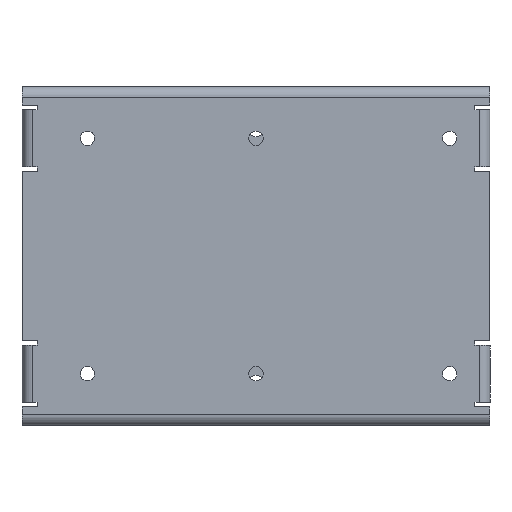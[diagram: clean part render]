
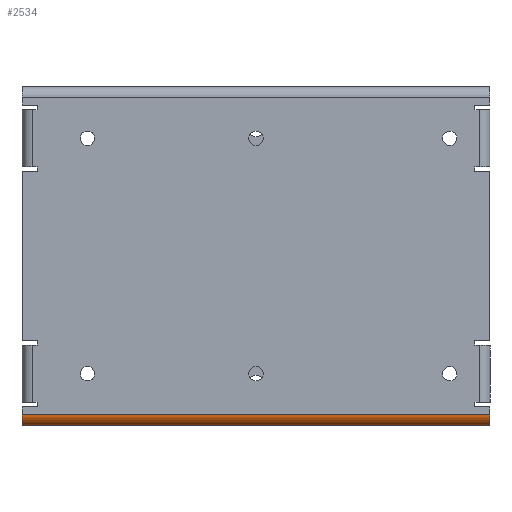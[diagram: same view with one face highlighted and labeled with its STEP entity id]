
A CAD part, front view. The second image highlights one B-rep face of the part: STEP entity #2534.
In plain terms, the highlighted cylindrical face has radius 3.737 mm (diameter 7.473 mm), a partial arc.
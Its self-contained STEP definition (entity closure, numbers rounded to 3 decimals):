
#37 = DIRECTION ( 'NONE',  ( -1., 0., 0. ) ) ;
#287 = CARTESIAN_POINT ( 'NONE',  ( 163., 0., -111.263 ) ) ;
#370 = EDGE_CURVE ( 'NONE', #5214, #3322, #5801, .T. ) ;
#390 = DIRECTION ( 'NONE',  ( 0., 0., 1. ) ) ;
#529 = CARTESIAN_POINT ( 'NONE',  ( 163., 3.737, -115. ) ) ;
#680 = DIRECTION ( 'NONE',  ( 1., 0., 0. ) ) ;
#1011 = ORIENTED_EDGE ( 'NONE', *, *, #2978, .T. ) ;
#1136 = DIRECTION ( 'NONE',  ( -1., 0., 0. ) ) ;
#1591 = EDGE_CURVE ( 'NONE', #3224, #5673, #2964, .T. ) ;
#1700 = VECTOR ( 'NONE', #3602, 1000. ) ;
#1736 = DIRECTION ( 'NONE',  ( 0., 0., 1. ) ) ;
#1889 = AXIS2_PLACEMENT_3D ( 'NONE', #2537, #1955, #390 ) ;
#1955 = DIRECTION ( 'NONE',  ( -1., 0., 0. ) ) ;
#2031 = AXIS2_PLACEMENT_3D ( 'NONE', #5692, #1136, #5588 ) ;
#2509 = ORIENTED_EDGE ( 'NONE', *, *, #5726, .T. ) ;
#2534 = ADVANCED_FACE ( 'NONE', ( #5062 ), #4085, .T. ) ;
#2537 = CARTESIAN_POINT ( 'NONE',  ( 163., 3.737, -111.263 ) ) ;
#2590 = CARTESIAN_POINT ( 'NONE',  ( 163., 3.737, -115. ) ) ;
#2654 = CARTESIAN_POINT ( 'NONE',  ( 0., 3.737, -111.263 ) ) ;
#2964 = LINE ( 'NONE', #3092, #1700 ) ;
#2978 = EDGE_CURVE ( 'NONE', #5214, #3224, #5389, .T. ) ;
#3092 = CARTESIAN_POINT ( 'NONE',  ( 163., 0., -111.263 ) ) ;
#3140 = AXIS2_PLACEMENT_3D ( 'NONE', #2654, #680, #1736 ) ;
#3224 = VERTEX_POINT ( 'NONE', #287 ) ;
#3322 = VERTEX_POINT ( 'NONE', #5675 ) ;
#3490 = ORIENTED_EDGE ( 'NONE', *, *, #1591, .T. ) ;
#3602 = DIRECTION ( 'NONE',  ( -1., 0., 0. ) ) ;
#3736 = EDGE_LOOP ( 'NONE', ( #3490, #2509, #6719, #1011 ) ) ;
#4085 = CYLINDRICAL_SURFACE ( 'NONE', #2031, 3.737 ) ;
#4800 = CARTESIAN_POINT ( 'NONE',  ( 0., 0., -111.263 ) ) ;
#5062 = FACE_OUTER_BOUND ( 'NONE', #3736, .T. ) ;
#5214 = VERTEX_POINT ( 'NONE', #529 ) ;
#5389 = CIRCLE ( 'NONE', #1889, 3.737 ) ;
#5552 = CIRCLE ( 'NONE', #3140, 3.737 ) ;
#5588 = DIRECTION ( 'NONE',  ( 0., 0., 1. ) ) ;
#5673 = VERTEX_POINT ( 'NONE', #4800 ) ;
#5675 = CARTESIAN_POINT ( 'NONE',  ( 0., 3.737, -115. ) ) ;
#5692 = CARTESIAN_POINT ( 'NONE',  ( 864.02, 3.737, -111.263 ) ) ;
#5726 = EDGE_CURVE ( 'NONE', #5673, #3322, #5552, .T. ) ;
#5801 = LINE ( 'NONE', #2590, #6047 ) ;
#6047 = VECTOR ( 'NONE', #37, 1000. ) ;
#6719 = ORIENTED_EDGE ( 'NONE', *, *, #370, .F. ) ;
